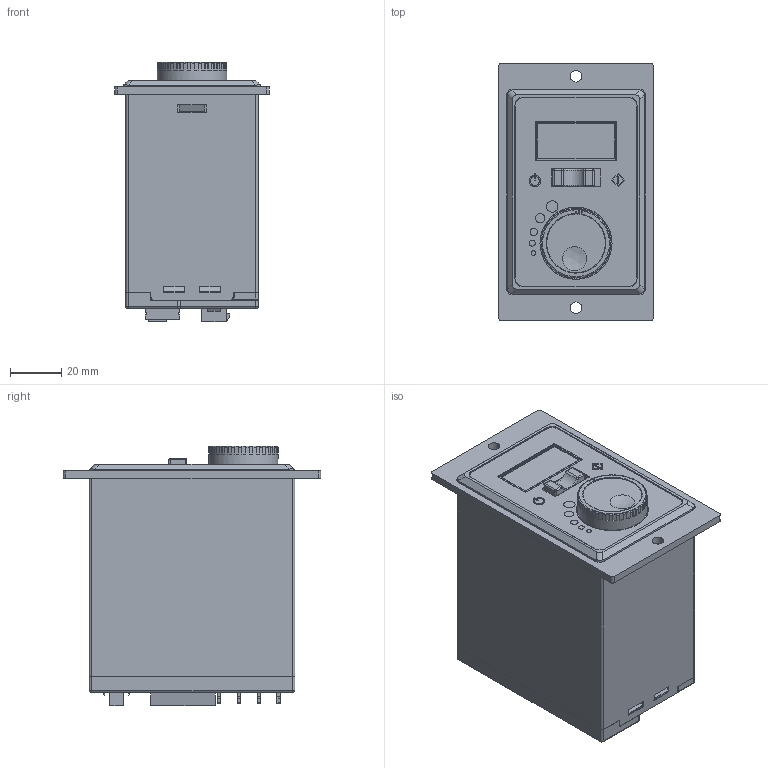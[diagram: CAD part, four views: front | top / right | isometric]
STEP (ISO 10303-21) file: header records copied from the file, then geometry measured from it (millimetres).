
FILE_DESCRIPTION((''),'2;1');
FILE_NAME('GUS.stp','2018-12-04T19:21:28',('������'),(''),'Autodesk Inventor 2012','Autodesk Inventor 2012','');
FILE_SCHEMA(('AUTOMOTIVE_DESIGN { 1 0 10303 214 1 1 1 1 }'));
Length unit declared in the file: millimetre
Products named in the file (16): GUS(홈페이지용); FRONT COVER; PCB; DISPLAY; MINI SLIDE SWITCH; 볼륨조절단자; SWITCH; KNOB; CASE; REAR COVER; NAME PLATE; CONDENSOR; 039012021; 단자-A(홈페이지용); 단자-B(홈페이지용); 단자-C(홈페이지용)
Assembly tree (16 placements, depth 2):
  GUS(홈페이지용)
    FRONT COVER  x2
    PCB
    DISPLAY
    MINI SLIDE SWITCH
    볼륨조절단자
    SWITCH
    KNOB
    CASE
    REAR COVER
    NAME PLATE
    CONDENSOR
    039012021
    단자-A(홈페이지용)
    단자-B(홈페이지용)
    단자-C(홈페이지용)
Bounding box: 60 x 100 x 100.8 mm (x, y, z)
Volume: 148234.6 mm3; surface area: 115169.6 mm2
Topology: 16 solids, 16 shells, 2037 faces, 5664 edges, 3991 vertices
Faces by surface type: plane 1238, bspline 533, cylinder 229, torus 14, sphere 14, cone 9
Full cylindrical faces by diameter (mm): 1.8 x1, 1.9 x4, 2 x2, 2.3 x9, 2.9 x1, 3 x4, 3.6 x1, 3.8 x5, 4.4 x1, 4.5 x2, 5.3 x3, 6 x1, 6.5 x1, 6.8 x1, 10 x2, 24 x1, 26 x1, 27 x1, 28 x3
Entity records: 58288 total; most frequent: CARTESIAN_POINT 16498, ORIENTED_EDGE 9020, DIRECTION 6855, EDGE_CURVE 4510, VECTOR 3145, LINE 3145, VERTEX_POINT 2985, EDGE_LOOP 1901
